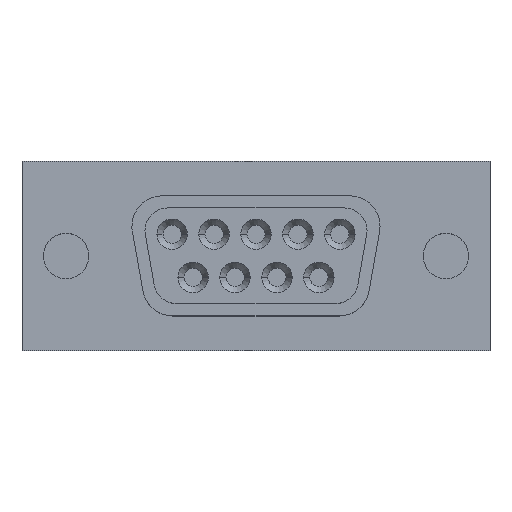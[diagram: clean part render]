
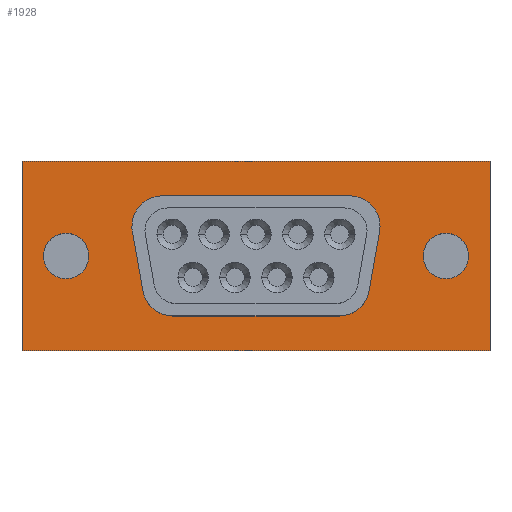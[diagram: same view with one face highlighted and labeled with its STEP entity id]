
A CAD part, top view. The second image highlights one B-rep face of the part: STEP entity #1928.
In plain terms, the highlighted planar face has unit normal (0, 0, 1).
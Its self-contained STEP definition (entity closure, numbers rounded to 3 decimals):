
#5 = VERTEX_POINT ( 'NONE', #271 ) ;
#98 = ORIENTED_EDGE ( 'NONE', *, *, #2594, .F. ) ;
#174 = EDGE_CURVE ( 'NONE', #7637, #7792, #970, .T. ) ;
#218 = EDGE_LOOP ( 'NONE', ( #8319, #6794, #98, #8550, #8564, #8379, #7543, #2140, #2352 ) ) ;
#271 = CARTESIAN_POINT ( 'NONE',  ( -7.447, 1.303, 7.2 ) ) ;
#320 = EDGE_LOOP ( 'NONE', ( #7749, #2733, #8019, #2492 ) ) ;
#380 = EDGE_LOOP ( 'NONE', ( #7895, #8584 ) ) ;
#399 = EDGE_CURVE ( 'NONE', #2710, #5, #1474, .T. ) ;
#970 = LINE ( 'NONE', #971, #977 ) ;
#971 = CARTESIAN_POINT ( 'NONE',  ( -15.4, 9.85, 7.2 ) ) ;
#977 = VECTOR ( 'NONE', #978, 1000. ) ;
#978 = DIRECTION ( 'NONE',  ( -1., 0., 0. ) ) ;
#1192 = CIRCLE ( 'NONE', #1193, 1.5 ) ;
#1193 = AXIS2_PLACEMENT_3D ( 'NONE', #1194, #1195, #1196 ) ;
#1194 = CARTESIAN_POINT ( 'NONE',  ( 12.495, 3.6, 7.2 ) ) ;
#1195 = DIRECTION ( 'NONE',  ( 0., 0., 1. ) ) ;
#1196 = DIRECTION ( 'NONE',  ( -1., 0., 0. ) ) ;
#1474 = LINE ( 'NONE', #1475, #1476 ) ;
#1475 = CARTESIAN_POINT ( 'NONE',  ( -8.135, 5.203, 7.2 ) ) ;
#1476 = VECTOR ( 'NONE', #1477, 1000. ) ;
#1477 = DIRECTION ( 'NONE',  ( 0.174, -0.985, 0. ) ) ;
#1550 = LINE ( 'NONE', #1551, #1552 ) ;
#1551 = CARTESIAN_POINT ( 'NONE',  ( -15.4, 9.85, 7.2 ) ) ;
#1552 = VECTOR ( 'NONE', #1553, 1000. ) ;
#1553 = DIRECTION ( 'NONE',  ( 0., -1., 0. ) ) ;
#1716 = EDGE_CURVE ( 'NONE', #1866, #1826, #2749, .T. ) ;
#1826 = VERTEX_POINT ( 'NONE', #2900 ) ;
#1847 = EDGE_CURVE ( 'NONE', #2430, #2010, #2934, .T. ) ;
#1849 = CARTESIAN_POINT ( 'NONE',  ( -15.4, 9.85, 7.2 ) ) ;
#1866 = VERTEX_POINT ( 'NONE', #2943 ) ;
#1928 = ADVANCED_FACE ( 'NONE', ( #3103, #3104, #3105, #3106 ), #3122, .T. ) ;
#2010 = VERTEX_POINT ( 'NONE', #3222 ) ;
#2140 = ORIENTED_EDGE ( 'NONE', *, *, #1716, .F. ) ;
#2352 = ORIENTED_EDGE ( 'NONE', *, *, #5893, .F. ) ;
#2430 = VERTEX_POINT ( 'NONE', #3647 ) ;
#2492 = ORIENTED_EDGE ( 'NONE', *, *, #174, .T. ) ;
#2543 = CIRCLE ( 'NONE', #2544, 1.5 ) ;
#2544 = AXIS2_PLACEMENT_3D ( 'NONE', #2545, #2546, #2547 ) ;
#2545 = CARTESIAN_POINT ( 'NONE',  ( 12.495, 3.6, 7.2 ) ) ;
#2546 = DIRECTION ( 'NONE',  ( 0., 0., 1. ) ) ;
#2547 = DIRECTION ( 'NONE',  ( -1., 0., 0. ) ) ;
#2594 = EDGE_CURVE ( 'NONE', #6335, #2710, #3927, .T. ) ;
#2710 = VERTEX_POINT ( 'NONE', #3988 ) ;
#2733 = ORIENTED_EDGE ( 'NONE', *, *, #1847, .T. ) ;
#2749 = CIRCLE ( 'NONE', #2750, 2. ) ;
#2750 = AXIS2_PLACEMENT_3D ( 'NONE', #2751, #2757, #2758 ) ;
#2751 = CARTESIAN_POINT ( 'NONE',  ( 5.477, 1.65, 7.2 ) ) ;
#2757 = DIRECTION ( 'NONE',  ( 0., 0., 1. ) ) ;
#2758 = DIRECTION ( 'NONE',  ( 1., 0., 0. ) ) ;
#2900 = CARTESIAN_POINT ( 'NONE',  ( 7.447, 1.303, 7.2 ) ) ;
#2934 = LINE ( 'NONE', #2935, #2936 ) ;
#2935 = CARTESIAN_POINT ( 'NONE',  ( -15.4, -2.65, 7.2 ) ) ;
#2936 = VECTOR ( 'NONE', #2937, 1000. ) ;
#2937 = DIRECTION ( 'NONE',  ( 1., 0., 0. ) ) ;
#2943 = CARTESIAN_POINT ( 'NONE',  ( 5.477, -0.35, 7.2 ) ) ;
#3103 = FACE_BOUND ( 'NONE', #8303, .T. ) ;
#3104 = FACE_BOUND ( 'NONE', #380, .T. ) ;
#3105 = FACE_OUTER_BOUND ( 'NONE', #320, .T. ) ;
#3106 = FACE_BOUND ( 'NONE', #218, .T. ) ;
#3122 = PLANE ( 'NONE',  #3123 ) ;
#3123 = AXIS2_PLACEMENT_3D ( 'NONE', #3124, #3125, #3126 ) ;
#3124 = CARTESIAN_POINT ( 'NONE',  ( -15.4, -2.65, 7.2 ) ) ;
#3125 = DIRECTION ( 'NONE',  ( 0., 0., 1. ) ) ;
#3126 = DIRECTION ( 'NONE',  ( 1., 0., 0. ) ) ;
#3222 = CARTESIAN_POINT ( 'NONE',  ( 15.4, -2.65, 7.2 ) ) ;
#3647 = CARTESIAN_POINT ( 'NONE',  ( -15.4, -2.65, 7.2 ) ) ;
#3927 = CIRCLE ( 'NONE', #3928, 2. ) ;
#3928 = AXIS2_PLACEMENT_3D ( 'NONE', #3929, #3930, #3931 ) ;
#3929 = CARTESIAN_POINT ( 'NONE',  ( -6.165, 5.55, 7.2 ) ) ;
#3930 = DIRECTION ( 'NONE',  ( 0., 0., 1. ) ) ;
#3931 = DIRECTION ( 'NONE',  ( 1., 0., 0. ) ) ;
#3988 = CARTESIAN_POINT ( 'NONE',  ( -8.135, 5.203, 7.2 ) ) ;
#4868 = VERTEX_POINT ( 'NONE', #5437 ) ;
#5101 = CARTESIAN_POINT ( 'NONE',  ( 10.995, 3.6, 7.2 ) ) ;
#5120 = CIRCLE ( 'NONE', #5121, 1.5 ) ;
#5121 = AXIS2_PLACEMENT_3D ( 'NONE', #5122, #5123, #5124 ) ;
#5122 = CARTESIAN_POINT ( 'NONE',  ( -12.495, 3.6, 7.2 ) ) ;
#5123 = DIRECTION ( 'NONE',  ( 0., 0., 1. ) ) ;
#5124 = DIRECTION ( 'NONE',  ( 1., 0., 0. ) ) ;
#5437 = CARTESIAN_POINT ( 'NONE',  ( -10.995, 3.6, 7.2 ) ) ;
#5893 = EDGE_CURVE ( 'NONE', #6373, #1866, #6027, .T. ) ;
#6027 = LINE ( 'NONE', #6028, #6029 ) ;
#6028 = CARTESIAN_POINT ( 'NONE',  ( -5.477, -0.35, 7.2 ) ) ;
#6029 = VECTOR ( 'NONE', #6030, 1000. ) ;
#6030 = DIRECTION ( 'NONE',  ( 1., 0., 0. ) ) ;
#6143 = CARTESIAN_POINT ( 'NONE',  ( 8.135, 5.203, 7.2 ) ) ;
#6253 = CARTESIAN_POINT ( 'NONE',  ( -8.165, 5.55, 7.2 ) ) ;
#6258 = CARTESIAN_POINT ( 'NONE',  ( 13.995, 3.6, 7.2 ) ) ;
#6259 = CARTESIAN_POINT ( 'NONE',  ( -5.477, -0.35, 7.2 ) ) ;
#6335 = VERTEX_POINT ( 'NONE', #6253 ) ;
#6373 = VERTEX_POINT ( 'NONE', #6259 ) ;
#6452 = CIRCLE ( 'NONE', #6453, 2. ) ;
#6453 = AXIS2_PLACEMENT_3D ( 'NONE', #6454, #6455, #6456 ) ;
#6454 = CARTESIAN_POINT ( 'NONE',  ( 6.165, 5.55, 7.2 ) ) ;
#6455 = DIRECTION ( 'NONE',  ( 0., 0., 1. ) ) ;
#6456 = DIRECTION ( 'NONE',  ( 1., 0., 0. ) ) ;
#6635 = ORIENTED_EDGE ( 'NONE', *, *, #7742, .F. ) ;
#6652 = CARTESIAN_POINT ( 'NONE',  ( -6.165, 7.55, 7.2 ) ) ;
#6713 = CIRCLE ( 'NONE', #6714, 1.5 ) ;
#6714 = AXIS2_PLACEMENT_3D ( 'NONE', #6715, #6716, #6717 ) ;
#6715 = CARTESIAN_POINT ( 'NONE',  ( -12.495, 3.6, 7.2 ) ) ;
#6716 = DIRECTION ( 'NONE',  ( 0., 0., 1. ) ) ;
#6717 = DIRECTION ( 'NONE',  ( 1., 0., 0. ) ) ;
#6747 = LINE ( 'NONE', #6748, #6749 ) ;
#6748 = CARTESIAN_POINT ( 'NONE',  ( 6.165, 7.55, 7.2 ) ) ;
#6749 = VECTOR ( 'NONE', #6750, 1000. ) ;
#6750 = DIRECTION ( 'NONE',  ( -1., 0., 0. ) ) ;
#6794 = ORIENTED_EDGE ( 'NONE', *, *, #399, .F. ) ;
#6922 = CARTESIAN_POINT ( 'NONE',  ( 6.165, 7.55, 7.2 ) ) ;
#7050 = LINE ( 'NONE', #7051, #7052 ) ;
#7051 = CARTESIAN_POINT ( 'NONE',  ( 7.447, 1.303, 7.2 ) ) ;
#7052 = VECTOR ( 'NONE', #7053, 1000. ) ;
#7053 = DIRECTION ( 'NONE',  ( 0.174, 0.985, 0. ) ) ;
#7054 = CIRCLE ( 'NONE', #7055, 2. ) ;
#7055 = AXIS2_PLACEMENT_3D ( 'NONE', #7056, #7057, #7058 ) ;
#7056 = CARTESIAN_POINT ( 'NONE',  ( -6.165, 5.55, 7.2 ) ) ;
#7057 = DIRECTION ( 'NONE',  ( 0., 0., 1. ) ) ;
#7058 = DIRECTION ( 'NONE',  ( 1., 0., 0. ) ) ;
#7187 = CARTESIAN_POINT ( 'NONE',  ( -13.995, 3.6, 7.2 ) ) ;
#7282 = LINE ( 'NONE', #7283, #7284 ) ;
#7283 = CARTESIAN_POINT ( 'NONE',  ( 15.4, 9.85, 7.2 ) ) ;
#7284 = VECTOR ( 'NONE', #7285, 1000. ) ;
#7285 = DIRECTION ( 'NONE',  ( 0., 1., 0. ) ) ;
#7377 = CIRCLE ( 'NONE', #7378, 2. ) ;
#7378 = AXIS2_PLACEMENT_3D ( 'NONE', #7379, #7380, #7381 ) ;
#7379 = CARTESIAN_POINT ( 'NONE',  ( -5.477, 1.65, 7.2 ) ) ;
#7380 = DIRECTION ( 'NONE',  ( 0., 0., 1. ) ) ;
#7381 = DIRECTION ( 'NONE',  ( 1., 0., 0. ) ) ;
#7405 = CARTESIAN_POINT ( 'NONE',  ( 15.4, 9.85, 7.2 ) ) ;
#7543 = ORIENTED_EDGE ( 'NONE', *, *, #7571, .F. ) ;
#7571 = EDGE_CURVE ( 'NONE', #1826, #8286, #7050, .T. ) ;
#7599 = VERTEX_POINT ( 'NONE', #7187 ) ;
#7612 = EDGE_CURVE ( 'NONE', #2010, #7637, #7282, .T. ) ;
#7637 = VERTEX_POINT ( 'NONE', #7405 ) ;
#7742 = EDGE_CURVE ( 'NONE', #8314, #8092, #1192, .T. ) ;
#7749 = ORIENTED_EDGE ( 'NONE', *, *, #7770, .T. ) ;
#7770 = EDGE_CURVE ( 'NONE', #7792, #2430, #1550, .T. ) ;
#7792 = VERTEX_POINT ( 'NONE', #1849 ) ;
#7843 = EDGE_CURVE ( 'NONE', #8092, #8314, #2543, .T. ) ;
#7895 = ORIENTED_EDGE ( 'NONE', *, *, #8510, .F. ) ;
#8019 = ORIENTED_EDGE ( 'NONE', *, *, #7612, .T. ) ;
#8092 = VERTEX_POINT ( 'NONE', #5101 ) ;
#8098 = EDGE_CURVE ( 'NONE', #7599, #4868, #5120, .T. ) ;
#8202 = ORIENTED_EDGE ( 'NONE', *, *, #7843, .F. ) ;
#8286 = VERTEX_POINT ( 'NONE', #6143 ) ;
#8303 = EDGE_LOOP ( 'NONE', ( #6635, #8202 ) ) ;
#8314 = VERTEX_POINT ( 'NONE', #6258 ) ;
#8319 = ORIENTED_EDGE ( 'NONE', *, *, #8724, .F. ) ;
#8379 = ORIENTED_EDGE ( 'NONE', *, *, #8406, .F. ) ;
#8406 = EDGE_CURVE ( 'NONE', #8286, #8562, #6452, .T. ) ;
#8491 = VERTEX_POINT ( 'NONE', #6652 ) ;
#8510 = EDGE_CURVE ( 'NONE', #4868, #7599, #6713, .T. ) ;
#8517 = EDGE_CURVE ( 'NONE', #8562, #8491, #6747, .T. ) ;
#8550 = ORIENTED_EDGE ( 'NONE', *, *, #8603, .F. ) ;
#8562 = VERTEX_POINT ( 'NONE', #6922 ) ;
#8564 = ORIENTED_EDGE ( 'NONE', *, *, #8517, .F. ) ;
#8584 = ORIENTED_EDGE ( 'NONE', *, *, #8098, .F. ) ;
#8603 = EDGE_CURVE ( 'NONE', #8491, #6335, #7054, .T. ) ;
#8724 = EDGE_CURVE ( 'NONE', #5, #6373, #7377, .T. ) ;
